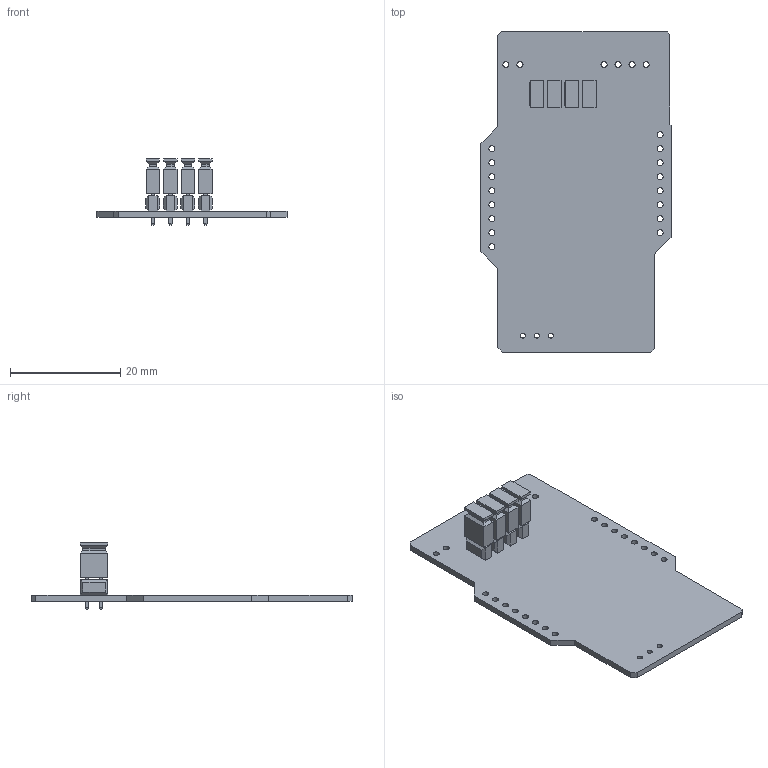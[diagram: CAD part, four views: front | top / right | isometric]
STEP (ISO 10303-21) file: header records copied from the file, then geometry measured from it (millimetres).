
FILE_DESCRIPTION(('Open CASCADE Model'),'2;1');
FILE_NAME('Open CASCADE Shape Model','2017-04-12T14:23:02',('Author'),( 'Open CASCADE'),'Open CASCADE STEP processor 6.8','Open CASCADE 6.8' ,'Unknown');
FILE_SCHEMA(('AUTOMOTIVE_DESIGN { 1 0 10303 214 1 1 1 1 }'));
Length unit declared in the file: millimetre
Products named in the file (10): PCB; BoardZ1Shield; RX0Z1Shield; SW3dPS-Jumper_SL2; SW3dPS-Jumper_SL2_Kosticka_SL2_Výchozí; SW3dPS-Jumper_SL2_Jumper_CAB4_Výchozí; SW3dPS-Jumper_SL2_NuP_SL2_Výchozí; RX1Z1Shield; TX0Z1Shield; TX1Z1Shield
Assembly tree (13 placements, depth 4):
  PCB
    BoardZ1Shield
    RX0Z1Shield
      SW3dPS-Jumper_SL2
        SW3dPS-Jumper_SL2_Kosticka_SL2_Výchozí
        SW3dPS-Jumper_SL2_Jumper_CAB4_Výchozí
        SW3dPS-Jumper_SL2_NuP_SL2_Výchozí  x2
    RX1Z1Shield
      SW3dPS-Jumper_SL2
        SW3dPS-Jumper_SL2_Kosticka_SL2_Výchozí
        SW3dPS-Jumper_SL2_Jumper_CAB4_Výchozí
        SW3dPS-Jumper_SL2_NuP_SL2_Výchozí  x2
    TX0Z1Shield
      SW3dPS-Jumper_SL2
        SW3dPS-Jumper_SL2_Kosticka_SL2_Výchozí
        SW3dPS-Jumper_SL2_Jumper_CAB4_Výchozí
        SW3dPS-Jumper_SL2_NuP_SL2_Výchozí  x2
    TX1Z1Shield
      SW3dPS-Jumper_SL2
        SW3dPS-Jumper_SL2_Kosticka_SL2_Výchozí
        SW3dPS-Jumper_SL2_Jumper_CAB4_Výchozí
        SW3dPS-Jumper_SL2_NuP_SL2_Výchozí  x2
Bounding box: 34.48 x 58.14 x 12.1 mm (x, y, z)
Volume: 2447.3 mm3; surface area: 5023 mm2
Topology: 17 solids, 17 shells, 379 faces, 851 edges, 514 vertices
Faces by surface type: plane 346, cylinder 33
Full cylindrical faces by diameter (mm): 0.9 x3, 1 x8, 1.1 x22
Entity records: 7887 total; most frequent: CARTESIAN_POINT 1600, DIRECTION 1151, LINE 753, VECTOR 753, ORIENTED_EDGE 590, PCURVE 590, DEFINITIONAL_REPRESENTATION 590, EDGE_CURVE 295
